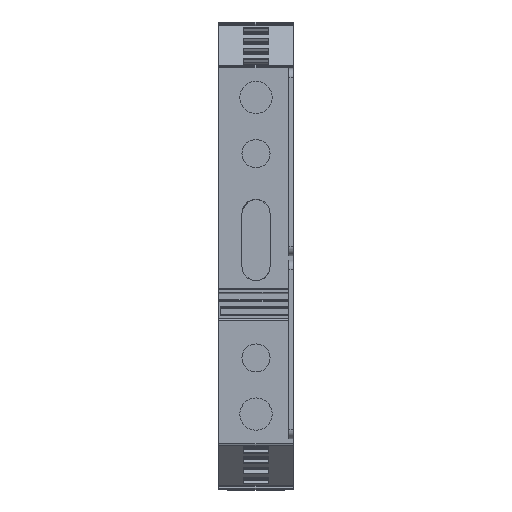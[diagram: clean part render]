
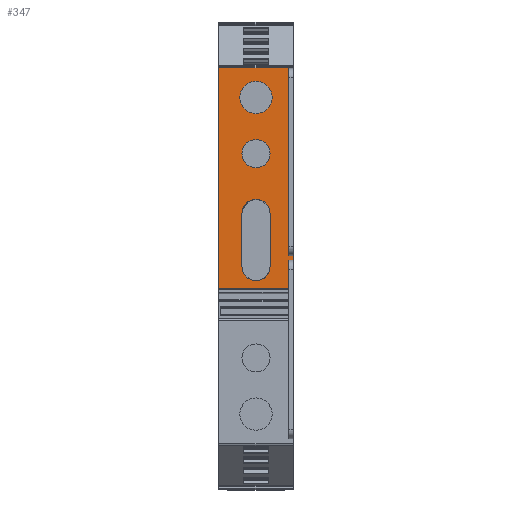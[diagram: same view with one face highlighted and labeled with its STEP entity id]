
A CAD part, top view. The second image highlights one B-rep face of the part: STEP entity #347.
In plain terms, the highlighted planar face has unit normal (0, 0, 1).
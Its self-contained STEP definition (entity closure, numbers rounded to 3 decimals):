
#193=AXIS2_PLACEMENT_3D('Plane Axis2P3D',#190,#191,#192) ;
#263=AXIS2_PLACEMENT_3D('Circle Axis2P3D',#261,#262,$) ;
#279=AXIS2_PLACEMENT_3D('Circle Axis2P3D',#277,#278,$) ;
#286=AXIS2_PLACEMENT_3D('Circle Axis2P3D',#284,#285,$) ;
#300=AXIS2_PLACEMENT_3D('Circle Axis2P3D',#298,#299,$) ;
#313=AXIS2_PLACEMENT_3D('Circle Axis2P3D',#311,#312,$) ;
#322=AXIS2_PLACEMENT_3D('Circle Axis2P3D',#320,#321,$) ;
#331=AXIS2_PLACEMENT_3D('Circle Axis2P3D',#329,#330,$) ;
#340=AXIS2_PLACEMENT_3D('Circle Axis2P3D',#338,#339,$) ;
#87=CARTESIAN_POINT('Vertex',(15.,90.05,54.25)) ;
#90=CARTESIAN_POINT('Line Origine',(15.,70.025,54.25)) ;
#94=CARTESIAN_POINT('Vertex',(15.,50.,54.25)) ;
#171=CARTESIAN_POINT('Line Origine',(15.5,50.,54.25)) ;
#175=CARTESIAN_POINT('Vertex',(16.,50.,54.25)) ;
#190=CARTESIAN_POINT('Axis2P3D Location',(0.,43.05,54.25)) ;
#195=CARTESIAN_POINT('Line Origine',(15.5,90.05,54.25)) ;
#199=CARTESIAN_POINT('Vertex',(16.,90.05,54.25)) ;
#202=CARTESIAN_POINT('Line Origine',(16.,90.1,54.25)) ;
#206=CARTESIAN_POINT('Vertex',(16.,90.151,54.25)) ;
#209=CARTESIAN_POINT('Line Origine',(8.,90.151,54.25)) ;
#213=CARTESIAN_POINT('Vertex',(0.,90.151,54.25)) ;
#216=CARTESIAN_POINT('Line Origine',(0.,66.6,54.25)) ;
#220=CARTESIAN_POINT('Vertex',(0.,43.05,54.25)) ;
#223=CARTESIAN_POINT('Line Origine',(7.5,43.05,54.25)) ;
#227=CARTESIAN_POINT('Vertex',(15.,43.05,54.25)) ;
#230=CARTESIAN_POINT('Line Origine',(15.,46.025,54.25)) ;
#234=CARTESIAN_POINT('Vertex',(15.,49.,54.25)) ;
#237=CARTESIAN_POINT('Line Origine',(15.5,49.,54.25)) ;
#241=CARTESIAN_POINT('Vertex',(16.,49.,54.25)) ;
#244=CARTESIAN_POINT('Line Origine',(16.,49.5,54.25)) ;
#261=CARTESIAN_POINT('Axis2P3D Location',(8.,47.65,54.25)) ;
#265=CARTESIAN_POINT('Vertex',(5.,47.65,54.25)) ;
#267=CARTESIAN_POINT('Vertex',(8.,44.65,54.25)) ;
#270=CARTESIAN_POINT('Line Origine',(5.,53.35,54.25)) ;
#274=CARTESIAN_POINT('Vertex',(5.,59.05,54.25)) ;
#277=CARTESIAN_POINT('Axis2P3D Location',(8.,59.05,54.25)) ;
#281=CARTESIAN_POINT('Vertex',(8.,62.05,54.25)) ;
#284=CARTESIAN_POINT('Axis2P3D Location',(8.,59.05,54.25)) ;
#288=CARTESIAN_POINT('Vertex',(11.,59.05,54.25)) ;
#291=CARTESIAN_POINT('Line Origine',(11.,53.35,54.25)) ;
#295=CARTESIAN_POINT('Vertex',(11.,47.65,54.25)) ;
#298=CARTESIAN_POINT('Axis2P3D Location',(8.,47.65,54.25)) ;
#311=CARTESIAN_POINT('Axis2P3D Location',(8.,83.85,54.25)) ;
#315=CARTESIAN_POINT('Vertex',(8.,87.3,54.25)) ;
#317=CARTESIAN_POINT('Vertex',(8.,80.4,54.25)) ;
#320=CARTESIAN_POINT('Axis2P3D Location',(8.,83.85,54.25)) ;
#329=CARTESIAN_POINT('Axis2P3D Location',(8.,71.85,54.25)) ;
#333=CARTESIAN_POINT('Vertex',(8.,74.85,54.25)) ;
#335=CARTESIAN_POINT('Vertex',(8.,68.85,54.25)) ;
#338=CARTESIAN_POINT('Axis2P3D Location',(8.,71.85,54.25)) ;
#91=DIRECTION('Vector Direction',(0.,1.,0.)) ;
#172=DIRECTION('Vector Direction',(-1.,0.,0.)) ;
#191=DIRECTION('Axis2P3D Direction',(0.,0.,-1.)) ;
#192=DIRECTION('Axis2P3D XDirection',(0.,1.,0.)) ;
#196=DIRECTION('Vector Direction',(-1.,0.,0.)) ;
#203=DIRECTION('Vector Direction',(0.,1.,0.)) ;
#210=DIRECTION('Vector Direction',(1.,0.,0.)) ;
#217=DIRECTION('Vector Direction',(0.,1.,0.)) ;
#224=DIRECTION('Vector Direction',(1.,0.,0.)) ;
#231=DIRECTION('Vector Direction',(0.,1.,0.)) ;
#238=DIRECTION('Vector Direction',(-1.,0.,0.)) ;
#245=DIRECTION('Vector Direction',(0.,1.,0.)) ;
#262=DIRECTION('Axis2P3D Direction',(0.,0.,-1.)) ;
#271=DIRECTION('Vector Direction',(0.,1.,0.)) ;
#278=DIRECTION('Axis2P3D Direction',(0.,0.,-1.)) ;
#285=DIRECTION('Axis2P3D Direction',(0.,0.,-1.)) ;
#292=DIRECTION('Vector Direction',(0.,1.,0.)) ;
#299=DIRECTION('Axis2P3D Direction',(0.,0.,-1.)) ;
#312=DIRECTION('Axis2P3D Direction',(0.,0.,-1.)) ;
#321=DIRECTION('Axis2P3D Direction',(0.,0.,-1.)) ;
#330=DIRECTION('Axis2P3D Direction',(0.,0.,-1.)) ;
#339=DIRECTION('Axis2P3D Direction',(0.,0.,-1.)) ;
#92=VECTOR('Line Direction',#91,1.) ;
#173=VECTOR('Line Direction',#172,1.) ;
#197=VECTOR('Line Direction',#196,1.) ;
#204=VECTOR('Line Direction',#203,1.) ;
#211=VECTOR('Line Direction',#210,1.) ;
#218=VECTOR('Line Direction',#217,1.) ;
#225=VECTOR('Line Direction',#224,1.) ;
#232=VECTOR('Line Direction',#231,1.) ;
#239=VECTOR('Line Direction',#238,1.) ;
#246=VECTOR('Line Direction',#245,1.) ;
#272=VECTOR('Line Direction',#271,1.) ;
#293=VECTOR('Line Direction',#292,1.) ;
#250=ORIENTED_EDGE('',*,*,#177,.T.) ;
#251=ORIENTED_EDGE('',*,*,#96,.T.) ;
#252=ORIENTED_EDGE('',*,*,#201,.F.) ;
#253=ORIENTED_EDGE('',*,*,#208,.F.) ;
#254=ORIENTED_EDGE('',*,*,#215,.T.) ;
#255=ORIENTED_EDGE('',*,*,#222,.T.) ;
#256=ORIENTED_EDGE('',*,*,#229,.F.) ;
#257=ORIENTED_EDGE('',*,*,#236,.T.) ;
#258=ORIENTED_EDGE('',*,*,#243,.F.) ;
#259=ORIENTED_EDGE('',*,*,#248,.F.) ;
#304=ORIENTED_EDGE('',*,*,#269,.F.) ;
#305=ORIENTED_EDGE('',*,*,#276,.F.) ;
#306=ORIENTED_EDGE('',*,*,#283,.F.) ;
#307=ORIENTED_EDGE('',*,*,#290,.F.) ;
#308=ORIENTED_EDGE('',*,*,#297,.F.) ;
#309=ORIENTED_EDGE('',*,*,#302,.F.) ;
#326=ORIENTED_EDGE('',*,*,#319,.F.) ;
#327=ORIENTED_EDGE('',*,*,#324,.F.) ;
#344=ORIENTED_EDGE('',*,*,#337,.F.) ;
#345=ORIENTED_EDGE('',*,*,#342,.F.) ;
#310=FACE_BOUND('',#303,.T.) ;
#328=FACE_BOUND('',#325,.T.) ;
#346=FACE_BOUND('',#343,.T.) ;
#347=ADVANCED_FACE('KLTR',(#260,#310,#328,#346),#194,.F.) ;
#264=CIRCLE('generated circle',#263,3.) ;
#280=CIRCLE('generated circle',#279,3.) ;
#287=CIRCLE('generated circle',#286,3.) ;
#301=CIRCLE('generated circle',#300,3.) ;
#314=CIRCLE('generated circle',#313,3.45) ;
#323=CIRCLE('generated circle',#322,3.45) ;
#332=CIRCLE('generated circle',#331,3.) ;
#341=CIRCLE('generated circle',#340,3.) ;
#96=EDGE_CURVE('',#95,#88,#93,.T.) ;
#177=EDGE_CURVE('',#176,#95,#174,.T.) ;
#201=EDGE_CURVE('',#200,#88,#198,.T.) ;
#208=EDGE_CURVE('',#207,#200,#205,.F.) ;
#215=EDGE_CURVE('',#207,#214,#212,.F.) ;
#222=EDGE_CURVE('',#214,#221,#219,.F.) ;
#229=EDGE_CURVE('',#228,#221,#226,.F.) ;
#236=EDGE_CURVE('',#228,#235,#233,.T.) ;
#243=EDGE_CURVE('',#242,#235,#240,.T.) ;
#248=EDGE_CURVE('',#176,#242,#247,.F.) ;
#269=EDGE_CURVE('',#266,#268,#264,.F.) ;
#276=EDGE_CURVE('',#275,#266,#273,.F.) ;
#283=EDGE_CURVE('',#282,#275,#280,.F.) ;
#290=EDGE_CURVE('',#289,#282,#287,.F.) ;
#297=EDGE_CURVE('',#296,#289,#294,.T.) ;
#302=EDGE_CURVE('',#268,#296,#301,.F.) ;
#319=EDGE_CURVE('',#316,#318,#314,.F.) ;
#324=EDGE_CURVE('',#318,#316,#323,.F.) ;
#337=EDGE_CURVE('',#334,#336,#332,.F.) ;
#342=EDGE_CURVE('',#336,#334,#341,.F.) ;
#249=EDGE_LOOP('',(#250,#251,#252,#253,#254,#255,#256,#257,#258,#259)) ;
#303=EDGE_LOOP('',(#304,#305,#306,#307,#308,#309)) ;
#325=EDGE_LOOP('',(#326,#327)) ;
#343=EDGE_LOOP('',(#344,#345)) ;
#260=FACE_OUTER_BOUND('',#249,.T.) ;
#93=LINE('Line',#90,#92) ;
#174=LINE('Line',#171,#173) ;
#198=LINE('Line',#195,#197) ;
#205=LINE('Line',#202,#204) ;
#212=LINE('Line',#209,#211) ;
#219=LINE('Line',#216,#218) ;
#226=LINE('Line',#223,#225) ;
#233=LINE('Line',#230,#232) ;
#240=LINE('Line',#237,#239) ;
#247=LINE('Line',#244,#246) ;
#273=LINE('Line',#270,#272) ;
#294=LINE('Line',#291,#293) ;
#194=PLANE('',#193) ;
#88=VERTEX_POINT('',#87) ;
#95=VERTEX_POINT('',#94) ;
#176=VERTEX_POINT('',#175) ;
#200=VERTEX_POINT('',#199) ;
#207=VERTEX_POINT('',#206) ;
#214=VERTEX_POINT('',#213) ;
#221=VERTEX_POINT('',#220) ;
#228=VERTEX_POINT('',#227) ;
#235=VERTEX_POINT('',#234) ;
#242=VERTEX_POINT('',#241) ;
#266=VERTEX_POINT('',#265) ;
#268=VERTEX_POINT('',#267) ;
#275=VERTEX_POINT('',#274) ;
#282=VERTEX_POINT('',#281) ;
#289=VERTEX_POINT('',#288) ;
#296=VERTEX_POINT('',#295) ;
#316=VERTEX_POINT('',#315) ;
#318=VERTEX_POINT('',#317) ;
#334=VERTEX_POINT('',#333) ;
#336=VERTEX_POINT('',#335) ;
